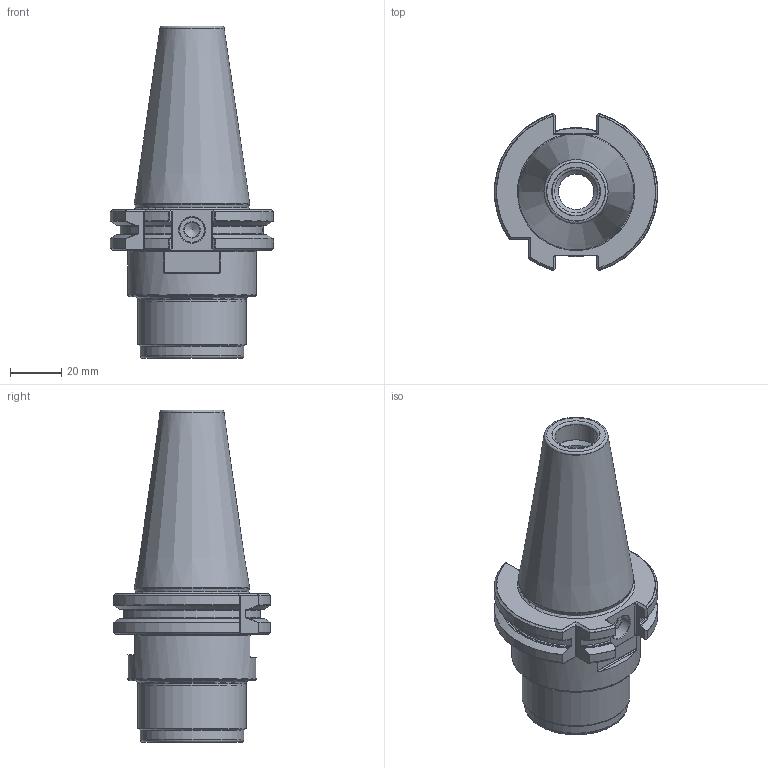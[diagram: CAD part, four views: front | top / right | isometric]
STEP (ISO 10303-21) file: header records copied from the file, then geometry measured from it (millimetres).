
FILE_DESCRIPTION(/* description */ (''),/* implementation_level */ '2;1');
FILE_NAME(/* name */ '524013230.stp',/* time_stamp */ '2021-06-01T08:51:17',/* author */ ('LRA'),/* organization */ ('REGO-FIX'),/* preprocessor_version */ ' Unknown',/* originating_system */ 'SIEMENS PLM Software Solid Edge ST10',/* authorization */ 'Unknown');
FILE_SCHEMA (('AUTOMOTIVE_DESIGN { 1 0 10303 214 2 1 1}'));
Length unit declared in the file: millimetre
Products named in the file (1): NOCUT
Bounding box: 63.65 x 61.24 x 129.55 mm (x, y, z)
Volume: 277294.6 mm3; surface area: 60219.7 mm2
Topology: 2 solids, 2 shells, 266 faces, 723 edges, 456 vertices
Faces by surface type: cylinder 93, plane 87, cone 58, torus 28
Full cylindrical faces by diameter (mm): 3.5 x10, 6 x2, 10 x2, 13.8 x2, 13.835 x2, 16.7 x1, 17 x1, 24.5 x2, 40 x1, 40.3 x1, 42 x2, 42.3 x1, 50 x1, 50.3 x1
Entity records: 9847 total; most frequent: CARTESIAN_POINT 1888, ORIENTED_EDGE 1232, DIRECTION 1208, EDGE_CURVE 616, AXIS2_PLACEMENT_3D 488, VERTEX_POINT 436, FACE_BOUND 352, EDGE_LOOP 340
